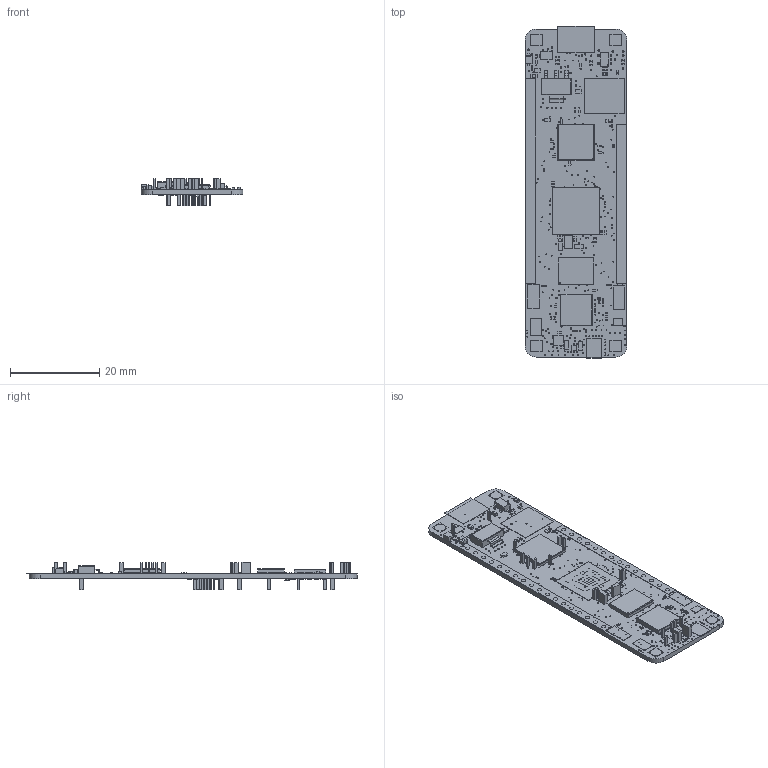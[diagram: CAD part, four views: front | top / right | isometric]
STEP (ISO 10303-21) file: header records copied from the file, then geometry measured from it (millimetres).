
FILE_DESCRIPTION(/* description */ (''),/* implementation_level */ '2;1');
FILE_NAME(/* name */ '612e3c2b-ef10-494c-9a9d-44683633dc0f.stp',/* time_stamp */ '2020-06-29T00:00:48+00:00',/* author */ (''),/* organization */ (''),/* preprocessor_version */ 'ST-DEVELOPER v18.1',/* originating_system */ 'Autodesk Translation Framework v9.3.0.1241',/* authorisation */ '');
FILE_SCHEMA (('AUTOMOTIVE_DESIGN { 1 0 10303 214 3 1 1 }'));
Length unit declared in the file: millimetre
Products named in the file (33): 612e3c2b-ef10-494c-9a9d-44683633dc0f; PCB Component; Board; 0.1uF; 1.8pF; 0 Ohm; 00; 10K; TSW-118-07-G-S; TSW-114-07-G-S; LTST-C19HE1WT; 32MB; 32MB_1; S2B-PH-SM4-TB(LF)(SN); SSM3J46CTB; SPST_SW_KMR211NG_LFS; STM32F777; BAT60JFILM; USB_OTG_ZX62-AB-5PA; AP2151; ABM12W-25; MCP7381-2-0T; QBLP595-O; 10uF; w3008; 100MIL_140MIL; A-1JB; SKYA21001; ESP32-PICO-D4; LM1117MPX-3.3; RV1C002UNT2CL_NCH; 10uF_1; TP_SMT_40MIL
Assembly tree (118 placements, depth 3):
  612e3c2b-ef10-494c-9a9d-44683633dc0f
    PCB Component
      Board
      0.1uF  x43
      1.8pF  x4
      0 Ohm
      00  x6
      10K  x19
      TSW-118-07-G-S
      TSW-114-07-G-S
      LTST-C19HE1WT
      32MB
      32MB_1
      S2B-PH-SM4-TB(LF)(SN)
      SSM3J46CTB  x3
      SPST_SW_KMR211NG_LFS  x2
      STM32F777
      BAT60JFILM
      USB_OTG_ZX62-AB-5PA
      AP2151
      ABM12W-25
      MCP7381-2-0T
      QBLP595-O
      10uF  x4
      w3008
      100MIL_140MIL  x4
      A-1JB
      SKYA21001
      ESP32-PICO-D4
      LM1117MPX-3.3
      RV1C002UNT2CL_NCH
      10uF_1
      TP_SMT_40MIL  x10
Bounding box: 22.86 x 74.54 x 6.26 mm (x, y, z)
Volume: 2111.7 mm3; surface area: 6100.2 mm2
Topology: 141 solids, 141 shells, 3541 faces, 8020 edges, 4848 vertices
Faces by surface type: plane 1625, cylinder 1330, sphere 586
Full cylindrical faces by diameter (mm): 0.2 x70, 0.203 x330, 0.3 x57, 0.35 x23, 1 x32, 2.54 x4
Entity records: 57048 total; most frequent: DIRECTION 9630, CARTESIAN_POINT 9024, ORIENTED_EDGE 8628, EDGE_CURVE 4314, AXIS2_PLACEMENT_3D 3470, VERTEX_POINT 2864, EDGE_LOOP 2856, LINE 2690
